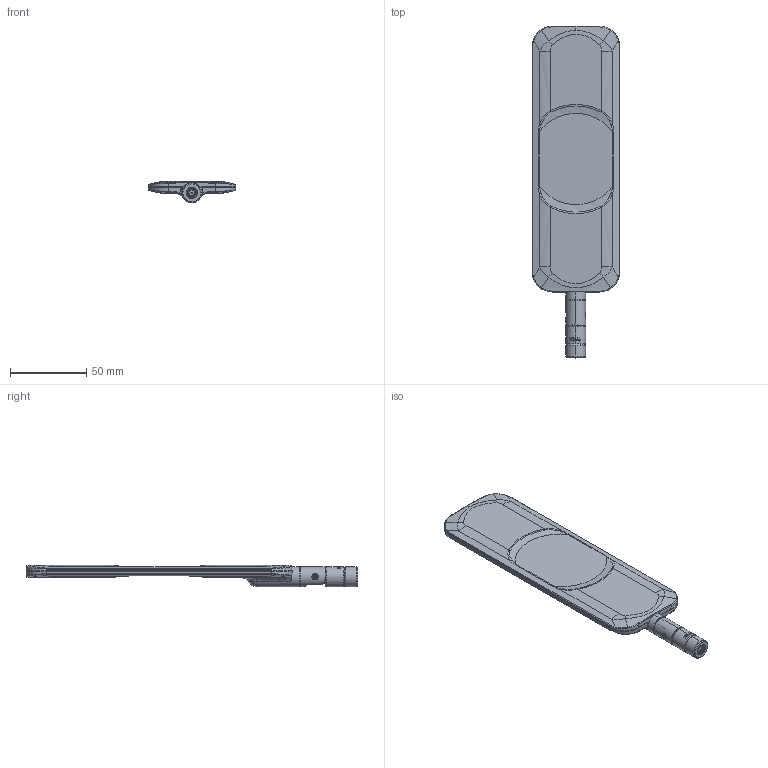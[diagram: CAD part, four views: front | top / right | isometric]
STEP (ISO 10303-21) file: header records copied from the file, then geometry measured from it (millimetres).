
FILE_DESCRIPTION (( 'STEP AP214' ), '1' );
FILE_NAME ('TG.46.8113_web.STEP', '2022-03-14T15:46:25', ( '' ), ( '' ), 'SwSTEP 2.0', 'SolidWorks 2018', '' );
FILE_SCHEMA (( 'AUTOMOTIVE_DESIGN' ));
Length unit declared in the file: millimetre
Products named in the file (1): TG.46.8113_web
Bounding box: 57.67 x 218.1 x 14.07 mm (x, y, z)
Surface area: 25043.4 mm2 (no closed solid volume)
Topology: 0 solids, 13 shells, 276 faces, 974 edges, 705 vertices
Faces by surface type: bspline 118, cylinder 73, plane 64, cone 20, torus 1
Entity records: 25669 total; most frequent: CARTESIAN_POINT 15854, ORIENTED_EDGE 1566, EDGE_CURVE 974, DIRECTION 882, VERTEX_POINT 705, B_SPLINE_CURVE_WITH_KNOTS 514, AXIS2_PLACEMENT_3D 313, EDGE_LOOP 297
